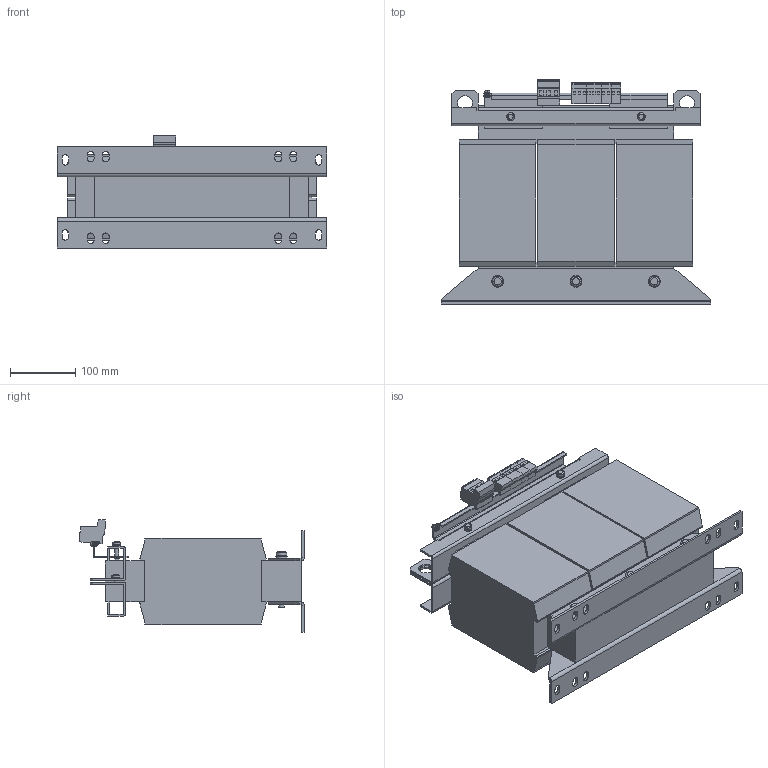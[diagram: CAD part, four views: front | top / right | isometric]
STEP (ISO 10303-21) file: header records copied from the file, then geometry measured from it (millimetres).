
FILE_DESCRIPTION (( 'STEP AP214' ), '1' );
FILE_NAME ('205558.STEP', '2020-05-28T18:33:11', ( '' ), ( '' ), 'SwSTEP 2.0', 'SolidWorks 2018', '' );
FILE_SCHEMA (( 'AUTOMOTIVE_DESIGN' ));
Length unit declared in the file: millimetre
Products named in the file (1): 205558
Bounding box: 412 x 343.95 x 171.55 mm (x, y, z)
Volume: 11295926.9 mm3; surface area: 762664.8 mm2
Topology: 1 solids, 1 shells, 776 faces, 1978 edges, 1243 vertices
Faces by surface type: plane 552, cylinder 176, torus 26, sphere 14, cone 8
Entity records: 23297 total; most frequent: CARTESIAN_POINT 4076, DIRECTION 3969, ORIENTED_EDGE 3952, EDGE_CURVE 1976, LINE 1505, VECTOR 1505, VERTEX_POINT 1243, AXIS2_PLACEMENT_3D 1232
